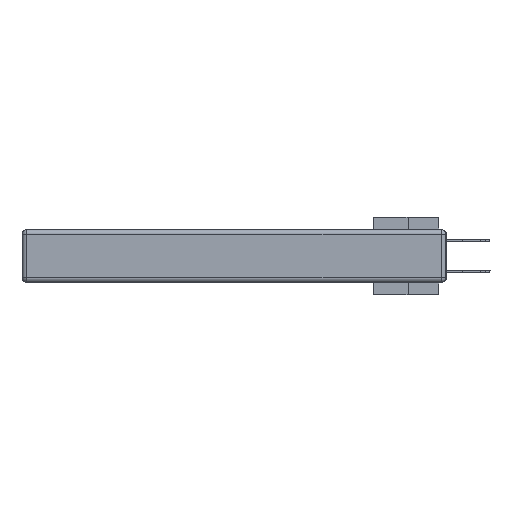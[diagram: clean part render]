
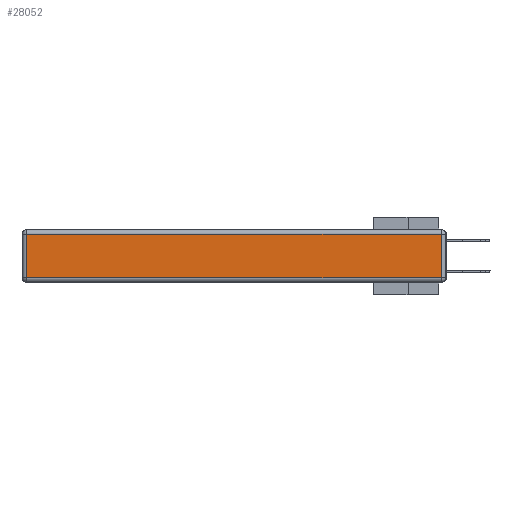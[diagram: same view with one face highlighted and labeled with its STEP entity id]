
A CAD part, left-side view. The second image highlights one B-rep face of the part: STEP entity #28052.
In plain terms, the highlighted planar face has unit normal (-1, 0, 0).
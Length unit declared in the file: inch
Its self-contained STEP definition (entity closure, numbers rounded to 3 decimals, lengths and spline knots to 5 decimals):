
#875 = LINE ( 'NONE', #36311, #31462 ) ;
#1094 = AXIS2_PLACEMENT_3D ( 'NONE', #20586, #38973, #20460 ) ;
#1204 = ORIENTED_EDGE ( 'NONE', *, *, #6915, .T. ) ;
#1854 = CARTESIAN_POINT ( 'NONE',  ( 0., 0.03, -0.343 ) ) ;
#4554 = CARTESIAN_POINT ( 'NONE',  ( 0., 0.03, -0.313 ) ) ;
#4570 = DIRECTION ( 'NONE',  ( 0., 0., -1. ) ) ;
#6859 = ORIENTED_EDGE ( 'NONE', *, *, #35450, .T. ) ;
#6915 = EDGE_CURVE ( 'NONE', #35327, #28577, #30148, .T. ) ;
#7262 = CARTESIAN_POINT ( 'NONE',  ( 0., 0., -0.313 ) ) ;
#9921 = VECTOR ( 'NONE', #13105, 39.37008 ) ;
#12203 = VECTOR ( 'NONE', #21442, 39.37008 ) ;
#13105 = DIRECTION ( 'NONE',  ( 0., -1., 0. ) ) ;
#14471 = DIRECTION ( 'NONE',  ( 0., 0., 1. ) ) ;
#15395 = EDGE_CURVE ( 'NONE', #17986, #35327, #39798, .T. ) ;
#16351 = EDGE_LOOP ( 'NONE', ( #39444, #30310, #1204, #6859 ) ) ;
#17986 = VERTEX_POINT ( 'NONE', #4554 ) ;
#18631 = EDGE_CURVE ( 'NONE', #38983, #17986, #34210, .T. ) ;
#19229 = CARTESIAN_POINT ( 'NONE',  ( 0., 0.03, -0.03 ) ) ;
#20460 = DIRECTION ( 'NONE',  ( 0., 0., 1. ) ) ;
#20586 = CARTESIAN_POINT ( 'NONE',  ( 0., 0., -0.343 ) ) ;
#21290 = CARTESIAN_POINT ( 'NONE',  ( 0., 2.72, -0.313 ) ) ;
#21442 = DIRECTION ( 'NONE',  ( 0., 1., 0. ) ) ;
#23369 = VECTOR ( 'NONE', #14471, 39.37008 ) ;
#28052 = ADVANCED_FACE ( 'NONE', ( #30389 ), #35883, .T. ) ;
#28577 = VERTEX_POINT ( 'NONE', #32142 ) ;
#30148 = LINE ( 'NONE', #32817, #12203 ) ;
#30310 = ORIENTED_EDGE ( 'NONE', *, *, #15395, .T. ) ;
#30389 = FACE_OUTER_BOUND ( 'NONE', #16351, .T. ) ;
#31462 = VECTOR ( 'NONE', #4570, 39.37008 ) ;
#32142 = CARTESIAN_POINT ( 'NONE',  ( 0., 2.72, -0.03 ) ) ;
#32817 = CARTESIAN_POINT ( 'NONE',  ( 0., 2.75, -0.03 ) ) ;
#34210 = LINE ( 'NONE', #7262, #9921 ) ;
#35327 = VERTEX_POINT ( 'NONE', #19229 ) ;
#35450 = EDGE_CURVE ( 'NONE', #28577, #38983, #875, .T. ) ;
#35883 = PLANE ( 'NONE',  #1094 ) ;
#36311 = CARTESIAN_POINT ( 'NONE',  ( 0., 2.72, -0.343 ) ) ;
#38973 = DIRECTION ( 'NONE',  ( -1., 0., 0. ) ) ;
#38983 = VERTEX_POINT ( 'NONE', #21290 ) ;
#39444 = ORIENTED_EDGE ( 'NONE', *, *, #18631, .T. ) ;
#39798 = LINE ( 'NONE', #1854, #23369 ) ;
